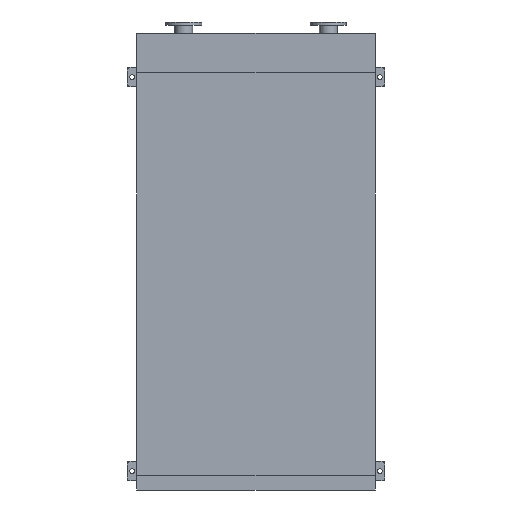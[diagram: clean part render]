
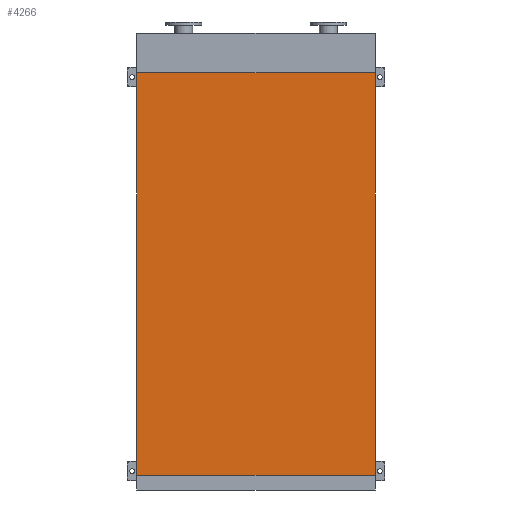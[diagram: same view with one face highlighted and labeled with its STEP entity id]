
A CAD part, front view. The second image highlights one B-rep face of the part: STEP entity #4266.
In plain terms, the highlighted planar face has unit normal (0, -1, 0).
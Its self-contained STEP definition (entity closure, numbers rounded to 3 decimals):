
#299 = LINE ( 'NONE', #14802, #3483 ) ;
#1296 = VERTEX_POINT ( 'NONE', #6501 ) ;
#2225 = ORIENTED_EDGE ( 'NONE', *, *, #8765, .F. ) ;
#2500 = CARTESIAN_POINT ( 'NONE',  ( -725., 0., -2450. ) ) ;
#3073 = VECTOR ( 'NONE', #6855, 1000. ) ;
#3483 = VECTOR ( 'NONE', #16139, 1000. ) ;
#4266 = ADVANCED_FACE ( 'NONE', ( #6413 ), #6509, .T. ) ;
#4342 = VECTOR ( 'NONE', #14830, 1000. ) ;
#4566 = VECTOR ( 'NONE', #8517, 1000. ) ;
#5095 = EDGE_LOOP ( 'NONE', ( #9200, #2225, #5832, #9636 ) ) ;
#5832 = ORIENTED_EDGE ( 'NONE', *, *, #17268, .T. ) ;
#6413 = FACE_OUTER_BOUND ( 'NONE', #5095, .T. ) ;
#6501 = CARTESIAN_POINT ( 'NONE',  ( -725., 0., 0. ) ) ;
#6509 = PLANE ( 'NONE',  #12543 ) ;
#6855 = DIRECTION ( 'NONE',  ( 1., 0., 0. ) ) ;
#7960 = LINE ( 'NONE', #14149, #4566 ) ;
#7996 = DIRECTION ( 'NONE',  ( 0., -1., 0. ) ) ;
#8517 = DIRECTION ( 'NONE',  ( 0., 0., 1. ) ) ;
#8765 = EDGE_CURVE ( 'NONE', #17799, #1296, #7960, .T. ) ;
#8787 = CARTESIAN_POINT ( 'NONE',  ( 725., 0., -2450. ) ) ;
#9200 = ORIENTED_EDGE ( 'NONE', *, *, #17180, .F. ) ;
#9636 = ORIENTED_EDGE ( 'NONE', *, *, #15488, .T. ) ;
#11471 = LINE ( 'NONE', #14774, #4342 ) ;
#11749 = VERTEX_POINT ( 'NONE', #17471 ) ;
#12543 = AXIS2_PLACEMENT_3D ( 'NONE', #14899, #7996, #17609 ) ;
#13359 = VERTEX_POINT ( 'NONE', #8787 ) ;
#13841 = LINE ( 'NONE', #17908, #3073 ) ;
#14149 = CARTESIAN_POINT ( 'NONE',  ( -725., 0., -2450. ) ) ;
#14774 = CARTESIAN_POINT ( 'NONE',  ( 725., 0., -2450. ) ) ;
#14802 = CARTESIAN_POINT ( 'NONE',  ( -725., 0., 0. ) ) ;
#14830 = DIRECTION ( 'NONE',  ( 0., 0., 1. ) ) ;
#14899 = CARTESIAN_POINT ( 'NONE',  ( -725., 0., -2450. ) ) ;
#15488 = EDGE_CURVE ( 'NONE', #13359, #11749, #11471, .T. ) ;
#16139 = DIRECTION ( 'NONE',  ( 1., 0., 0. ) ) ;
#17180 = EDGE_CURVE ( 'NONE', #1296, #11749, #299, .T. ) ;
#17268 = EDGE_CURVE ( 'NONE', #17799, #13359, #13841, .T. ) ;
#17471 = CARTESIAN_POINT ( 'NONE',  ( 725., 0., 0. ) ) ;
#17609 = DIRECTION ( 'NONE',  ( 0., 0., -1. ) ) ;
#17799 = VERTEX_POINT ( 'NONE', #2500 ) ;
#17908 = CARTESIAN_POINT ( 'NONE',  ( -725., 0., -2450. ) ) ;
